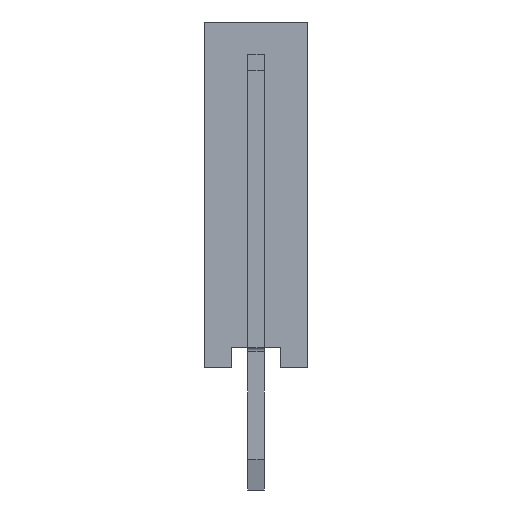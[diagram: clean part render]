
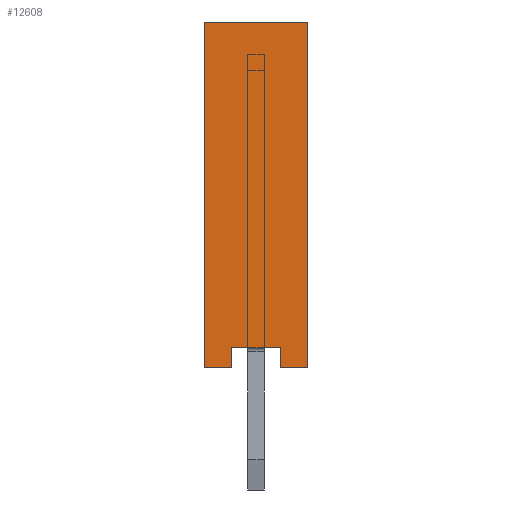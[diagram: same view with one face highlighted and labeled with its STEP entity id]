
A CAD part, left-side view. The second image highlights one B-rep face of the part: STEP entity #12608.
In plain terms, the highlighted planar face has unit normal (-1, 0, 0).
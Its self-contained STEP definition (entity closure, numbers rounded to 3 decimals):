
#12608=ADVANCED_FACE('',(#26988),#26990,.T.);
#26988=FACE_BOUND('',#26989,.T.);
#26989=EDGE_LOOP('',(#38765,#38766,#38767,#38768,#38769,#38770,#38771,#38772));
#26990=PLANE('',#26991);
#26991=AXIS2_PLACEMENT_3D('',#26992,#26993,#26994);
#26992=CARTESIAN_POINT('',(-1.27,1.27,0.));
#26993=DIRECTION('',(-1.,0.,0.));
#26994=DIRECTION('',(0.,-1.,0.));
#38765=ORIENTED_EDGE('',*,*,#45705,.T.);
#38766=ORIENTED_EDGE('',*,*,#45706,.T.);
#38767=ORIENTED_EDGE('',*,*,#45707,.T.);
#38768=ORIENTED_EDGE('',*,*,#45708,.F.);
#38769=ORIENTED_EDGE('',*,*,#45709,.F.);
#38770=ORIENTED_EDGE('',*,*,#45710,.T.);
#38771=ORIENTED_EDGE('',*,*,#45711,.T.);
#38772=ORIENTED_EDGE('',*,*,#43449,.T.);
#43449=EDGE_CURVE('',#50693,#50694,#50695,.T.);
#45705=EDGE_CURVE('',#50694,#54049,#54050,.F.);
#45706=EDGE_CURVE('',#54049,#54051,#54052,.T.);
#45707=EDGE_CURVE('',#54051,#54053,#54054,.T.);
#45708=EDGE_CURVE('',#54055,#54053,#54056,.T.);
#45709=EDGE_CURVE('',#54057,#54055,#54058,.T.);
#45710=EDGE_CURVE('',#54057,#54059,#54060,.T.);
#45711=EDGE_CURVE('',#54059,#50693,#54061,.F.);
#50693=VERTEX_POINT('',#64301);
#50694=VERTEX_POINT('',#64302);
#50695=LINE('',#64303,#64304);
#54049=VERTEX_POINT('',#72509);
#54050=LINE('',#72510,#72511);
#54051=VERTEX_POINT('',#72513);
#54052=LINE('',#72514,#72515);
#54053=VERTEX_POINT('',#72517);
#54054=LINE('',#72518,#72519);
#54055=VERTEX_POINT('',#72521);
#54056=LINE('',#72522,#72523);
#54057=VERTEX_POINT('',#72525);
#54058=LINE('',#72526,#72527);
#54059=VERTEX_POINT('',#72529);
#54060=LINE('',#72530,#72531);
#54061=LINE('',#72533,#72534);
#64301=CARTESIAN_POINT('',(-1.27,0.6,0.5));
#64302=CARTESIAN_POINT('',(-1.27,-0.6,0.5));
#64303=CARTESIAN_POINT('',(-1.27,0.6,0.5));
#64304=VECTOR('',#64305,1.);
#64305=DIRECTION('',(0.,-1.,0.));
#72509=CARTESIAN_POINT('',(-1.27,-0.6,0.));
#72510=CARTESIAN_POINT('',(-1.27,-0.6,0.));
#72511=VECTOR('',#72512,1.);
#72512=DIRECTION('',(0.,0.,1.));
#72513=CARTESIAN_POINT('',(-1.27,-1.27,0.));
#72514=CARTESIAN_POINT('',(-1.27,-0.6,0.));
#72515=VECTOR('',#72516,1.);
#72516=DIRECTION('',(0.,-1.,0.));
#72517=CARTESIAN_POINT('',(-1.27,-1.27,8.5));
#72518=CARTESIAN_POINT('',(-1.27,-1.27,0.));
#72519=VECTOR('',#72520,1.);
#72520=DIRECTION('',(0.,0.,1.));
#72521=CARTESIAN_POINT('',(-1.27,1.27,8.5));
#72522=CARTESIAN_POINT('',(-1.27,1.27,8.5));
#72523=VECTOR('',#72524,1.);
#72524=DIRECTION('',(0.,-1.,0.));
#72525=CARTESIAN_POINT('',(-1.27,1.27,0.));
#72526=CARTESIAN_POINT('',(-1.27,1.27,0.));
#72527=VECTOR('',#72528,1.);
#72528=DIRECTION('',(0.,0.,1.));
#72529=CARTESIAN_POINT('',(-1.27,0.6,0.));
#72530=CARTESIAN_POINT('',(-1.27,1.27,0.));
#72531=VECTOR('',#72532,1.);
#72532=DIRECTION('',(0.,-1.,0.));
#72533=CARTESIAN_POINT('',(-1.27,0.6,0.5));
#72534=VECTOR('',#72535,1.);
#72535=DIRECTION('',(0.,0.,-1.));
